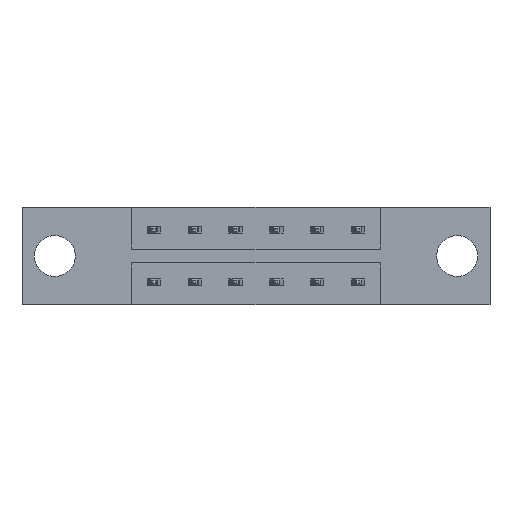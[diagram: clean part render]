
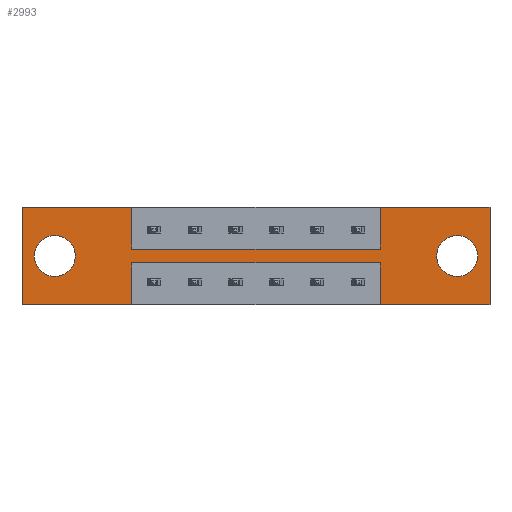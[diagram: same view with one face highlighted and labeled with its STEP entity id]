
A CAD part, front view. The second image highlights one B-rep face of the part: STEP entity #2993.
In plain terms, the highlighted planar face has unit normal (0, -1, 0).
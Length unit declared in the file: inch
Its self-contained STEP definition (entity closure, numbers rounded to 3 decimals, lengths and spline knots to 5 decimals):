
#220 = LINE ( 'NONE', #811, #4757 ) ;
#222 = VECTOR ( 'NONE', #5795, 39.37008 ) ;
#488 = VECTOR ( 'NONE', #8535, 39.37008 ) ;
#556 = LINE ( 'NONE', #5760, #3678 ) ;
#720 = VECTOR ( 'NONE', #1926, 39.37008 ) ;
#733 = VECTOR ( 'NONE', #7406, 39.37008 ) ;
#763 = DIRECTION ( 'NONE',  ( 0., 1., 0. ) ) ;
#811 = CARTESIAN_POINT ( 'NONE',  ( 0.4175, 0., -0.1585 ) ) ;
#829 = VERTEX_POINT ( 'NONE', #2636 ) ;
#912 = ORIENTED_EDGE ( 'NONE', *, *, #5104, .F. ) ;
#961 = CARTESIAN_POINT ( 'NONE',  ( 0.125, 0., -0.107 ) ) ;
#1002 = VERTEX_POINT ( 'NONE', #7632 ) ;
#1080 = LINE ( 'NONE', #7118, #5870 ) ;
#1137 = EDGE_CURVE ( 'NONE', #8286, #1002, #7338, .T. ) ;
#1262 = DIRECTION ( 'NONE',  ( 0., 1., 0. ) ) ;
#1296 = AXIS2_PLACEMENT_3D ( 'NONE', #7527, #763, #2742 ) ;
#1340 = CARTESIAN_POINT ( 'NONE',  ( 1.659, 0., -0.107 ) ) ;
#1496 = CARTESIAN_POINT ( 'NONE',  ( 0.4175, 0., -0.2115 ) ) ;
#1544 = PLANE ( 'NONE',  #6852 ) ;
#1586 = DIRECTION ( 'NONE',  ( 0., 0., -1. ) ) ;
#1596 = VERTEX_POINT ( 'NONE', #5630 ) ;
#1634 = CARTESIAN_POINT ( 'NONE',  ( 0.4175, 0., -0.1585 ) ) ;
#1771 = VERTEX_POINT ( 'NONE', #1859 ) ;
#1859 = CARTESIAN_POINT ( 'NONE',  ( 0.4175, 0., 0. ) ) ;
#1917 = CARTESIAN_POINT ( 'NONE',  ( 1.3665, 0., -0.1585 ) ) ;
#1926 = DIRECTION ( 'NONE',  ( -1., 0., 0. ) ) ;
#1953 = DIRECTION ( 'NONE',  ( 0., 0., -1. ) ) ;
#1964 = CARTESIAN_POINT ( 'NONE',  ( 1.3665, 0., -0.2115 ) ) ;
#2081 = VERTEX_POINT ( 'NONE', #6557 ) ;
#2101 = CARTESIAN_POINT ( 'NONE',  ( 1.659, 0., -0.263 ) ) ;
#2107 = FACE_BOUND ( 'NONE', #6386, .T. ) ;
#2162 = DIRECTION ( 'NONE',  ( 1., 0., 0. ) ) ;
#2208 = LINE ( 'NONE', #1634, #3151 ) ;
#2262 = CARTESIAN_POINT ( 'NONE',  ( 0., 0., -0.37 ) ) ;
#2291 = VERTEX_POINT ( 'NONE', #2101 ) ;
#2405 = CARTESIAN_POINT ( 'NONE',  ( 0., 0., 0. ) ) ;
#2476 = VECTOR ( 'NONE', #2850, 39.37008 ) ;
#2636 = CARTESIAN_POINT ( 'NONE',  ( 1.784, 0., -0.37 ) ) ;
#2720 = EDGE_CURVE ( 'NONE', #2291, #3646, #3243, .T. ) ;
#2732 = CARTESIAN_POINT ( 'NONE',  ( 0.4175, 0., -0.37 ) ) ;
#2742 = DIRECTION ( 'NONE',  ( 0., 0., -1. ) ) ;
#2763 = ORIENTED_EDGE ( 'NONE', *, *, #4950, .F. ) ;
#2809 = CARTESIAN_POINT ( 'NONE',  ( 0., 0., 0. ) ) ;
#2850 = DIRECTION ( 'NONE',  ( 0., 0., -1. ) ) ;
#2892 = VECTOR ( 'NONE', #4503, 39.37008 ) ;
#2909 = VERTEX_POINT ( 'NONE', #6278 ) ;
#2993 = ADVANCED_FACE ( 'NONE', ( #2107, #4130, #7557 ), #1544, .T. ) ;
#3003 = DIRECTION ( 'NONE',  ( 0., 0., 1. ) ) ;
#3020 = EDGE_CURVE ( 'NONE', #1002, #8286, #7706, .T. ) ;
#3151 = VECTOR ( 'NONE', #6978, 39.37008 ) ;
#3160 = EDGE_CURVE ( 'NONE', #5652, #1771, #1080, .T. ) ;
#3165 = LINE ( 'NONE', #4547, #2892 ) ;
#3211 = CARTESIAN_POINT ( 'NONE',  ( 1.3665, 0., -0.1585 ) ) ;
#3231 = CARTESIAN_POINT ( 'NONE',  ( 0.4175, 0., -0.1585 ) ) ;
#3243 = CIRCLE ( 'NONE', #1296, 0.078 ) ;
#3251 = DIRECTION ( 'NONE',  ( -1., 0., 0. ) ) ;
#3336 = LINE ( 'NONE', #3816, #720 ) ;
#3646 = VERTEX_POINT ( 'NONE', #1340 ) ;
#3678 = VECTOR ( 'NONE', #3251, 39.37008 ) ;
#3765 = CARTESIAN_POINT ( 'NONE',  ( 1.659, 0., -0.185 ) ) ;
#3777 = VERTEX_POINT ( 'NONE', #6713 ) ;
#3816 = CARTESIAN_POINT ( 'NONE',  ( 0., 0., -0.37 ) ) ;
#3847 = ORIENTED_EDGE ( 'NONE', *, *, #5425, .F. ) ;
#3918 = VECTOR ( 'NONE', #3003, 39.37008 ) ;
#4119 = EDGE_CURVE ( 'NONE', #5071, #2081, #3336, .T. ) ;
#4130 = FACE_BOUND ( 'NONE', #5816, .T. ) ;
#4209 = AXIS2_PLACEMENT_3D ( 'NONE', #6751, #6082, #4789 ) ;
#4222 = DIRECTION ( 'NONE',  ( 0., -1., 0. ) ) ;
#4274 = AXIS2_PLACEMENT_3D ( 'NONE', #5892, #1262, #4558 ) ;
#4359 = VECTOR ( 'NONE', #2162, 39.37008 ) ;
#4362 = EDGE_CURVE ( 'NONE', #2081, #5652, #6274, .T. ) ;
#4369 = DIRECTION ( 'NONE',  ( 1., 0., 0. ) ) ;
#4503 = DIRECTION ( 'NONE',  ( 0., 0., 1. ) ) ;
#4547 = CARTESIAN_POINT ( 'NONE',  ( 1.3665, 0., -0.2115 ) ) ;
#4558 = DIRECTION ( 'NONE',  ( 0., 0., 1. ) ) ;
#4707 = EDGE_CURVE ( 'NONE', #7666, #1596, #6086, .T. ) ;
#4718 = CARTESIAN_POINT ( 'NONE',  ( 0., 0., 0. ) ) ;
#4757 = VECTOR ( 'NONE', #7429, 39.37008 ) ;
#4784 = LINE ( 'NONE', #1496, #2476 ) ;
#4789 = DIRECTION ( 'NONE',  ( 0., 0., 1. ) ) ;
#4950 = EDGE_CURVE ( 'NONE', #5135, #3777, #556, .T. ) ;
#4973 = ORIENTED_EDGE ( 'NONE', *, *, #2720, .T. ) ;
#5071 = VERTEX_POINT ( 'NONE', #2732 ) ;
#5104 = EDGE_CURVE ( 'NONE', #5184, #7666, #7912, .T. ) ;
#5135 = VERTEX_POINT ( 'NONE', #1964 ) ;
#5184 = VERTEX_POINT ( 'NONE', #3211 ) ;
#5353 = EDGE_CURVE ( 'NONE', #1771, #5565, #220, .T. ) ;
#5383 = CARTESIAN_POINT ( 'NONE',  ( 1.3665, 0., 0. ) ) ;
#5425 = EDGE_CURVE ( 'NONE', #1596, #829, #6214, .T. ) ;
#5522 = EDGE_LOOP ( 'NONE', ( #6934, #6684, #3847, #6493, #912, #7188, #6350, #5611, #6767, #7724, #7349, #2763 ) ) ;
#5565 = VERTEX_POINT ( 'NONE', #3231 ) ;
#5611 = ORIENTED_EDGE ( 'NONE', *, *, #3160, .F. ) ;
#5614 = ORIENTED_EDGE ( 'NONE', *, *, #3020, .T. ) ;
#5630 = CARTESIAN_POINT ( 'NONE',  ( 1.784, 0., 0. ) ) ;
#5652 = VERTEX_POINT ( 'NONE', #4718 ) ;
#5760 = CARTESIAN_POINT ( 'NONE',  ( 0.4175, 0., -0.2115 ) ) ;
#5795 = DIRECTION ( 'NONE',  ( -1., 0., 0. ) ) ;
#5816 = EDGE_LOOP ( 'NONE', ( #6036, #5614 ) ) ;
#5870 = VECTOR ( 'NONE', #4369, 39.37008 ) ;
#5892 = CARTESIAN_POINT ( 'NONE',  ( 0.125, 0., -0.185 ) ) ;
#6027 = EDGE_CURVE ( 'NONE', #829, #2909, #6896, .T. ) ;
#6036 = ORIENTED_EDGE ( 'NONE', *, *, #1137, .T. ) ;
#6082 = DIRECTION ( 'NONE',  ( 0., 1., 0. ) ) ;
#6086 = LINE ( 'NONE', #2809, #4359 ) ;
#6214 = LINE ( 'NONE', #8233, #733 ) ;
#6274 = LINE ( 'NONE', #2405, #3918 ) ;
#6278 = CARTESIAN_POINT ( 'NONE',  ( 1.3665, 0., -0.37 ) ) ;
#6350 = ORIENTED_EDGE ( 'NONE', *, *, #5353, .F. ) ;
#6386 = EDGE_LOOP ( 'NONE', ( #7894, #4973 ) ) ;
#6393 = DIRECTION ( 'NONE',  ( 0., 1., 0. ) ) ;
#6431 = CARTESIAN_POINT ( 'NONE',  ( 0., 0., -0.37 ) ) ;
#6493 = ORIENTED_EDGE ( 'NONE', *, *, #4707, .F. ) ;
#6557 = CARTESIAN_POINT ( 'NONE',  ( 0., 0., -0.37 ) ) ;
#6684 = ORIENTED_EDGE ( 'NONE', *, *, #6027, .F. ) ;
#6713 = CARTESIAN_POINT ( 'NONE',  ( 0.4175, 0., -0.2115 ) ) ;
#6748 = CIRCLE ( 'NONE', #7321, 0.078 ) ;
#6751 = CARTESIAN_POINT ( 'NONE',  ( 0.125, 0., -0.185 ) ) ;
#6767 = ORIENTED_EDGE ( 'NONE', *, *, #4362, .F. ) ;
#6852 = AXIS2_PLACEMENT_3D ( 'NONE', #2262, #4222, #1586 ) ;
#6896 = LINE ( 'NONE', #6431, #222 ) ;
#6934 = ORIENTED_EDGE ( 'NONE', *, *, #8366, .F. ) ;
#6978 = DIRECTION ( 'NONE',  ( 1., 0., 0. ) ) ;
#7118 = CARTESIAN_POINT ( 'NONE',  ( 0., 0., 0. ) ) ;
#7188 = ORIENTED_EDGE ( 'NONE', *, *, #7241, .F. ) ;
#7241 = EDGE_CURVE ( 'NONE', #5565, #5184, #2208, .T. ) ;
#7321 = AXIS2_PLACEMENT_3D ( 'NONE', #3765, #6393, #1953 ) ;
#7338 = CIRCLE ( 'NONE', #4274, 0.078 ) ;
#7349 = ORIENTED_EDGE ( 'NONE', *, *, #7716, .F. ) ;
#7406 = DIRECTION ( 'NONE',  ( 0., 0., -1. ) ) ;
#7429 = DIRECTION ( 'NONE',  ( 0., 0., -1. ) ) ;
#7527 = CARTESIAN_POINT ( 'NONE',  ( 1.659, 0., -0.185 ) ) ;
#7557 = FACE_OUTER_BOUND ( 'NONE', #5522, .T. ) ;
#7582 = EDGE_CURVE ( 'NONE', #3646, #2291, #6748, .T. ) ;
#7632 = CARTESIAN_POINT ( 'NONE',  ( 0.125, 0., -0.263 ) ) ;
#7666 = VERTEX_POINT ( 'NONE', #5383 ) ;
#7706 = CIRCLE ( 'NONE', #4209, 0.078 ) ;
#7716 = EDGE_CURVE ( 'NONE', #3777, #5071, #4784, .T. ) ;
#7724 = ORIENTED_EDGE ( 'NONE', *, *, #4119, .F. ) ;
#7894 = ORIENTED_EDGE ( 'NONE', *, *, #7582, .T. ) ;
#7912 = LINE ( 'NONE', #1917, #488 ) ;
#8233 = CARTESIAN_POINT ( 'NONE',  ( 1.784, 0., 0. ) ) ;
#8286 = VERTEX_POINT ( 'NONE', #961 ) ;
#8366 = EDGE_CURVE ( 'NONE', #2909, #5135, #3165, .T. ) ;
#8535 = DIRECTION ( 'NONE',  ( 0., 0., 1. ) ) ;
